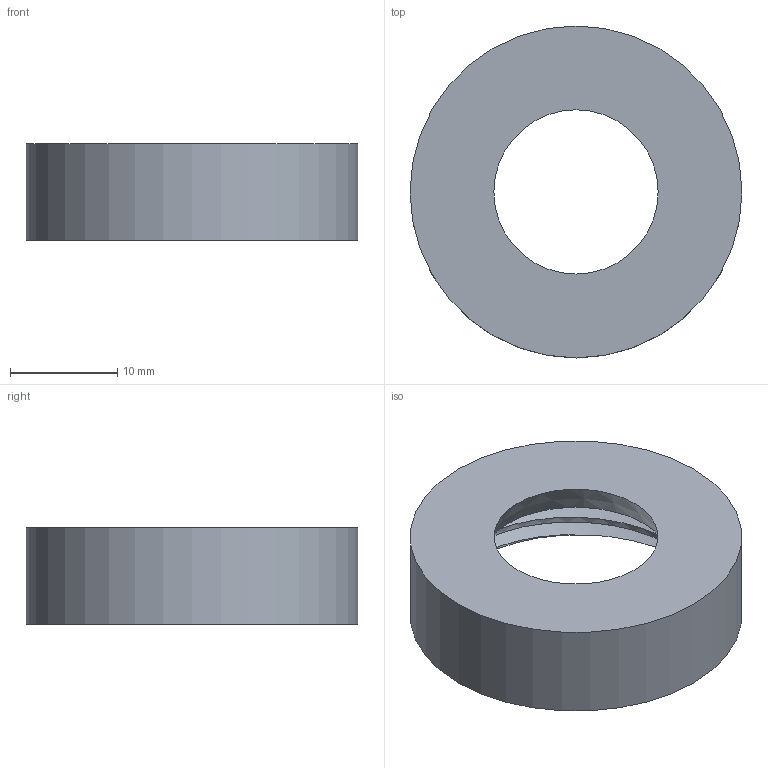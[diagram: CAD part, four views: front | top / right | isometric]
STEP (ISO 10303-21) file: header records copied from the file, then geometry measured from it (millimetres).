
FILE_DESCRIPTION(/* description */ (''),/* implementation_level */ '2;1');
FILE_NAME(/* name */ 'Topper_Interface.step',/* time_stamp */ '2023-09-28T09:25:27-06:00',/* author */ (''),/* organization */ (''),/* preprocessor_version */ 'ST-DEVELOPER v20',/* originating_system */ 'Autodesk Translation Framework v12.14.0.127',/* authorisation */ '');
FILE_SCHEMA (('AUTOMOTIVE_DESIGN { 1 0 10303 214 3 1 1 }'));
Length unit declared in the file: millimetre
Products named in the file (1): Topper_Interface
Bounding box: 31 x 31 x 9 mm (x, y, z)
Volume: 2716.3 mm3; surface area: 2956.2 mm2
Topology: 1 solids, 1 shells, 15 faces, 36 edges, 24 vertices
Faces by surface type: cylinder 9, plane 3, bspline 2, cone 1
Full cylindrical faces by diameter (mm): 26.022 x2, 28.256 x2, 31 x1
Entity records: 1627 total; most frequent: CARTESIAN_POINT 1267, ORIENTED_EDGE 72, DIRECTION 52, EDGE_CURVE 36, VERTEX_POINT 24, AXIS2_PLACEMENT_3D 22, B_SPLINE_CURVE_WITH_KNOTS 20, EDGE_LOOP 18
